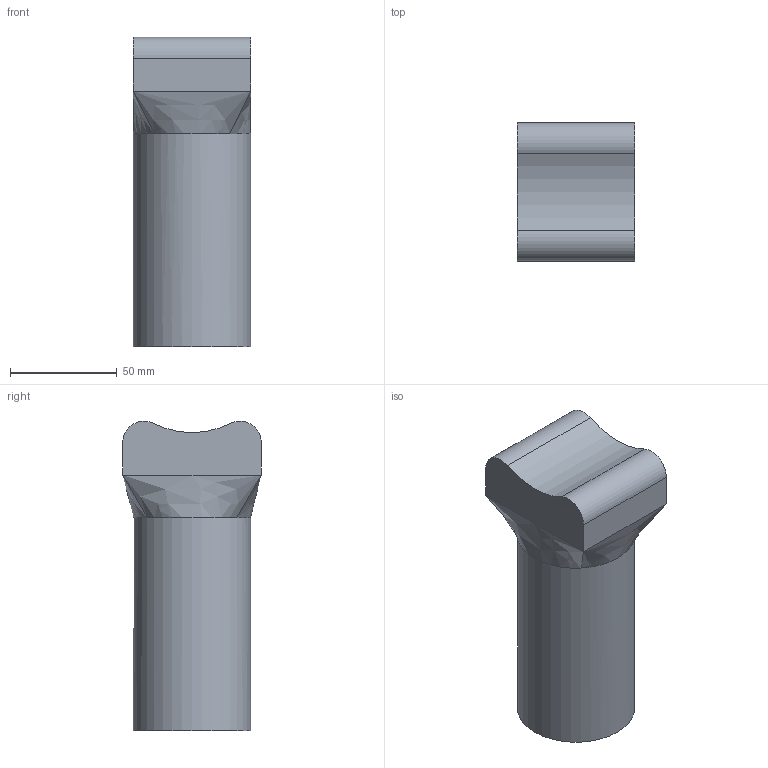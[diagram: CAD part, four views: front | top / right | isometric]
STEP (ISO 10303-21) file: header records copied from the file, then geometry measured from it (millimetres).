
FILE_DESCRIPTION(/* description */ (''),/* implementation_level */ '2;1');
FILE_NAME(/* name */ 'shank_front.step',/* time_stamp */ '2021-03-29T19:08:34-04:00',/* author */ ('boxi'),/* organization */ (''),/* preprocessor_version */ 'ST-DEVELOPER v18',/* originating_system */ 'Autodesk Inventor 2020',/* authorisation */ '');
FILE_SCHEMA (('CONFIG_CONTROL_DESIGN'));
Length unit declared in the file: millimetre
Products named in the file (1): shank_2
Bounding box: 55 x 65 x 145.34 mm (x, y, z)
Volume: 377261.3 mm3; surface area: 32851.2 mm2
Topology: 1 solids, 1 shells, 13 faces, 34 edges, 23 vertices
Faces by surface type: plane 5, cylinder 4, bspline 4
Full cylindrical faces by diameter (mm): 55 x1
Entity records: 548 total; most frequent: CARTESIAN_POINT 179, DIRECTION 69, ORIENTED_EDGE 68, EDGE_CURVE 34, AXIS2_PLACEMENT_3D 25, VERTEX_POINT 23, LINE 19, VECTOR 19
